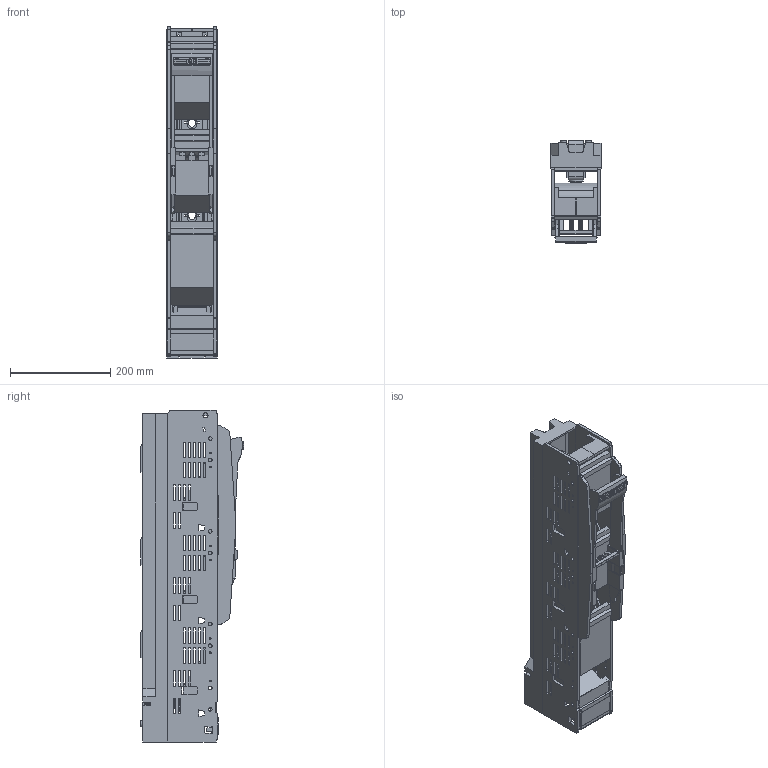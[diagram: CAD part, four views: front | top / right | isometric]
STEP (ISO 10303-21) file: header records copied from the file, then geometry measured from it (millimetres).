
FILE_DESCRIPTION((''),'2;1');
FILE_NAME('SL2_3X3_3A_ASM','2021-04-15T',('marketing.praksa'),('Audax d.o.o.'),'CREO PARAMETRIC BY PTC INC, 2017480','CREO PARAMETRIC BY PTC INC, 2017480','');
FILE_SCHEMA(('AUTOMOTIVE_DESIGN { 1 0 10303 214 1 1 1 1 }'));
Products named in the file (19): 802874_L03_LEISTENDECKEL_D-S-_4; 802874_L03_LEISTENDECKEL_D-60_4; 804190_L01_NH-LEISTENUNTE-46056; BREP_WITH_VOIDS_1_1_2_3; 802874_L03_LEISTENDECKEL_-125_4; 804190_L01_NH-LEISTENUNTE-51541; 804190_L01_NH-LEISTENUNTE-58600; 804190_L01_NH-LEISTENUNTE-58829; 804189_L01_NH-LEISTENUNTE-640_2; 804189_L01_NH-LEISTENUNTE-647_2; 804190_L01_NH-LEISTENUNTE-58371; 804189_L01_NH-LEISTENUNTE-653_2; PRT8781_1; PRT0130_1_1; PRT0130_1_2; PRT0130_1_3; PRT0130_1_ASM; BREP_WITH_VOIDS_12_1_2_1; SL2_3X3_3A_ASM
Assembly tree (18 placements, depth 3):
  SL2_3X3_3A_ASM
    802874_L03_LEISTENDECKEL_D-S-_4
    802874_L03_LEISTENDECKEL_D-60_4
    804190_L01_NH-LEISTENUNTE-46056
    BREP_WITH_VOIDS_1_1_2_3
    802874_L03_LEISTENDECKEL_-125_4
    804190_L01_NH-LEISTENUNTE-51541
    804190_L01_NH-LEISTENUNTE-58600
    804190_L01_NH-LEISTENUNTE-58829
    804189_L01_NH-LEISTENUNTE-640_2
    804189_L01_NH-LEISTENUNTE-647_2
    804190_L01_NH-LEISTENUNTE-58371
    804189_L01_NH-LEISTENUNTE-653_2
    PRT8781_1
    PRT0130_1_ASM
      PRT0130_1_1
      PRT0130_1_2
      PRT0130_1_3
    BREP_WITH_VOIDS_12_1_2_1
Bounding box: 100 x 206.1 x 661.98 mm (x, y, z)
Volume: 3118524.6 mm3; surface area: 1081161.7 mm2
Topology: 17 solids, 17 shells, 2695 faces, 7244 edges, 4582 vertices
Faces by surface type: plane 2307, cylinder 346, cone 42
Entity records: 125733 total; most frequent: CARTESIAN_POINT 15753, ORIENTED_EDGE 14488, DIRECTION 13220, PRESENTATION_STYLE_ASSIGNMENT 9956, STYLED_ITEM 9956, CURVE_STYLE 7244, EDGE_CURVE 7244, VECTOR 6276
